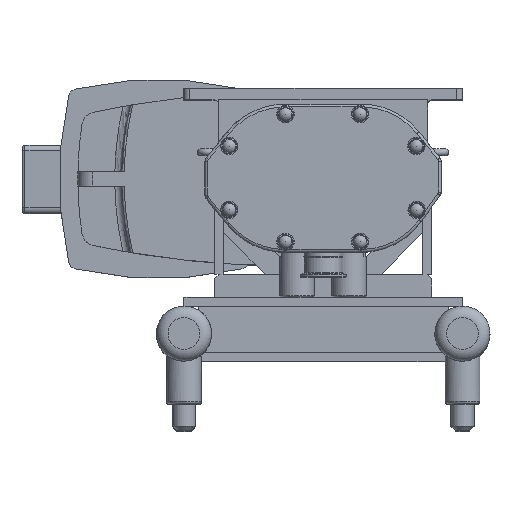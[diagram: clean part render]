
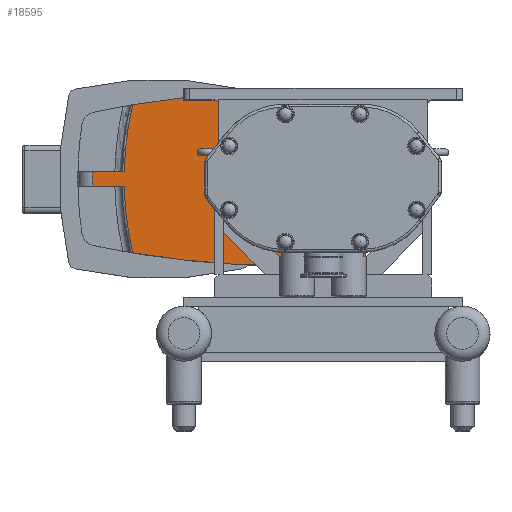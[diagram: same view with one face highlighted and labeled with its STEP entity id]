
A CAD part, top view. The second image highlights one B-rep face of the part: STEP entity #18595.
In plain terms, the highlighted planar face has unit normal (0, 0, 1).
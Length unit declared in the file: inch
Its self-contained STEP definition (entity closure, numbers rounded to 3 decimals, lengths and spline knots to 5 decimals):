
#603=PLANE('',#19774);
#1217=LINE('',#28114,#2693);
#1218=LINE('',#28118,#2694);
#1219=LINE('',#28124,#2695);
#1220=LINE('',#28126,#2696);
#1221=LINE('',#28127,#2697);
#2693=VECTOR('',#22145,0.3937);
#2694=VECTOR('',#22148,0.3937);
#2695=VECTOR('',#22153,0.3937);
#2696=VECTOR('',#22154,0.3937);
#2697=VECTOR('',#22155,0.3937);
#4381=FACE_BOUND('',#5767,.T.);
#4695=FACE_OUTER_BOUND('',#5766,.T.);
#5766=EDGE_LOOP('',(#13060,#13061,#13062,#13063,#13064,#13065,#13066,#13067,
#13068,#13069));
#5767=EDGE_LOOP('',(#13070));
#6952=CIRCLE('',#19768,13.76);
#6953=CIRCLE('',#19770,39.37);
#6957=CIRCLE('',#19775,15.12);
#6958=CIRCLE('',#19776,13.76);
#6959=CIRCLE('',#19777,39.37);
#6960=CIRCLE('',#19778,3.1145);
#8020=VERTEX_POINT('',#28055);
#8023=VERTEX_POINT('',#28069);
#8024=VERTEX_POINT('',#28082);
#8032=VERTEX_POINT('',#28113);
#8033=VERTEX_POINT('',#28115);
#8034=VERTEX_POINT('',#28117);
#8035=VERTEX_POINT('',#28119);
#8036=VERTEX_POINT('',#28121);
#8037=VERTEX_POINT('',#28123);
#8038=VERTEX_POINT('',#28125);
#8039=VERTEX_POINT('',#28128);
#10002=EDGE_CURVE('',#8023,#8020,#6952,.T.);
#10003=EDGE_CURVE('',#8020,#8024,#6953,.T.);
#10012=EDGE_CURVE('',#8023,#8032,#1217,.T.);
#10013=EDGE_CURVE('',#8033,#8032,#6957,.T.);
#10014=EDGE_CURVE('',#8033,#8034,#1218,.T.);
#10015=EDGE_CURVE('',#8035,#8034,#6958,.T.);
#10016=EDGE_CURVE('',#8036,#8035,#6959,.T.);
#10017=EDGE_CURVE('',#8037,#8036,#1219,.T.);
#10018=EDGE_CURVE('',#8038,#8037,#1220,.T.);
#10019=EDGE_CURVE('',#8024,#8038,#1221,.T.);
#10020=EDGE_CURVE('',#8039,#8039,#6960,.T.);
#13060=ORIENTED_EDGE('',*,*,#10002,.F.);
#13061=ORIENTED_EDGE('',*,*,#10012,.T.);
#13062=ORIENTED_EDGE('',*,*,#10013,.F.);
#13063=ORIENTED_EDGE('',*,*,#10014,.T.);
#13064=ORIENTED_EDGE('',*,*,#10015,.F.);
#13065=ORIENTED_EDGE('',*,*,#10016,.F.);
#13066=ORIENTED_EDGE('',*,*,#10017,.F.);
#13067=ORIENTED_EDGE('',*,*,#10018,.F.);
#13068=ORIENTED_EDGE('',*,*,#10019,.F.);
#13069=ORIENTED_EDGE('',*,*,#10003,.F.);
#13070=ORIENTED_EDGE('',*,*,#10020,.T.);
#18595=ADVANCED_FACE('',(#4695,#4381),#603,.T.);
#19768=AXIS2_PLACEMENT_3D('',#28080,#22127,#22128);
#19770=AXIS2_PLACEMENT_3D('',#28083,#22131,#22132);
#19774=AXIS2_PLACEMENT_3D('',#28112,#22143,#22144);
#19775=AXIS2_PLACEMENT_3D('',#28116,#22146,#22147);
#19776=AXIS2_PLACEMENT_3D('',#28120,#22149,#22150);
#19777=AXIS2_PLACEMENT_3D('',#28122,#22151,#22152);
#19778=AXIS2_PLACEMENT_3D('',#28129,#22156,#22157);
#22127=DIRECTION('center_axis',(0.,0.,
-1.));
#22128=DIRECTION('ref_axis',(-0.992,0.127,0.));
#22131=DIRECTION('center_axis',(0.,0.,
-1.));
#22132=DIRECTION('ref_axis',(0.,-1.,0.));
#22143=DIRECTION('center_axis',(0.,0.,
1.));
#22144=DIRECTION('ref_axis',(0.,1.,0.));
#22145=DIRECTION('',(-1.,0.,0.));
#22146=DIRECTION('center_axis',(0.,0.,
-1.));
#22147=DIRECTION('ref_axis',(-1.,0.,0.));
#22148=DIRECTION('',(1.,0.,0.));
#22149=DIRECTION('center_axis',(0.,0.,
-1.));
#22150=DIRECTION('ref_axis',(-0.992,-0.127,0.));
#22151=DIRECTION('center_axis',(0.,0.,
-1.));
#22152=DIRECTION('ref_axis',(0.22,0.975,0.));
#22153=DIRECTION('',(-1.,0.,0.));
#22154=DIRECTION('',(0.,-1.,0.));
#22155=DIRECTION('',(1.,0.,0.));
#22156=DIRECTION('center_axis',(0.,0.,
-1.));
#22157=DIRECTION('ref_axis',(0.,-1.,0.));
#28055=CARTESIAN_POINT('',(-8.20084,3.19117,-14.472));
#28069=CARTESIAN_POINT('',(-8.57239,0.315,-14.472));
#28080=CARTESIAN_POINT('Origin',(5.184,0.,-14.472));
#28082=CARTESIAN_POINT('',(-1.65,3.74,-14.472));
#28083=CARTESIAN_POINT('Origin',(-1.65,-35.63,-14.472));
#28112=CARTESIAN_POINT('Origin',(-3.40857,0.,
-14.472));
#28113=CARTESIAN_POINT('',(-9.93272,0.315,-14.472));
#28114=CARTESIAN_POINT('',(-6.04049,0.315,-14.472));
#28115=CARTESIAN_POINT('',(-9.93272,-0.315,-14.472));
#28116=CARTESIAN_POINT('Origin',(5.184,0.,-14.472));
#28117=CARTESIAN_POINT('',(-8.57239,-0.315,-14.472));
#28118=CARTESIAN_POINT('',(-6.98571,-0.315,-14.472));
#28119=CARTESIAN_POINT('',(-8.20084,-3.19117,-14.472));
#28120=CARTESIAN_POINT('Origin',(5.184,0.,-14.472));
#28121=CARTESIAN_POINT('',(-1.65,-3.74,-14.472));
#28122=CARTESIAN_POINT('Origin',(-1.65,35.63,-14.472));
#28123=CARTESIAN_POINT('',(1.834,-3.74,-14.472));
#28124=CARTESIAN_POINT('',(1.834,-3.74,-14.472));
#28125=CARTESIAN_POINT('',(1.834,3.74,-14.472));
#28126=CARTESIAN_POINT('',(1.834,3.74,-14.472));
#28127=CARTESIAN_POINT('',(-1.65,3.74,-14.472));
#28128=CARTESIAN_POINT('',(-1.65,3.1145,-14.472));
#28129=CARTESIAN_POINT('Origin',(-1.65,0.,-14.472));
